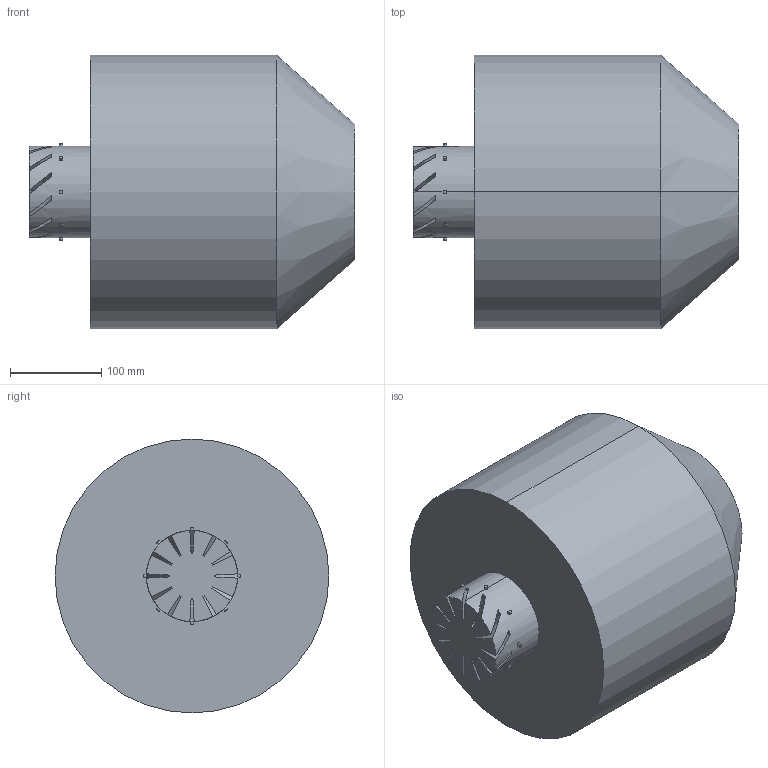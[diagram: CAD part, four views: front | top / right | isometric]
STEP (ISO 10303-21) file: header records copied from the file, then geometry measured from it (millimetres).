
FILE_DESCRIPTION (( 'STEP AP203' ), '1' );
FILE_NAME ('Bhavik _Updated_12.STEP', '2024-04-29T02:54:18', ( '' ), ( '' ), 'SwSTEP 2.0', 'SolidWorks 2020', '' );
FILE_SCHEMA (( 'CONFIG_CONTROL_DESIGN' ));
Length unit declared in the file: millimetre
Products named in the file (1): Bhavik _Updated_12
Bounding box: 356.98 x 300 x 300 mm (x, y, z)
Volume: 18448485.6 mm3; surface area: 399712.8 mm2
Topology: 9 solids, 9 shells, 89 faces, 208 edges, 138 vertices
Faces by surface type: bspline 36, plane 31, cylinder 20, cone 2
Entity records: 3131 total; most frequent: CARTESIAN_POINT 1160, ORIENTED_EDGE 416, DIRECTION 332, EDGE_CURVE 208, VERTEX_POINT 138, AXIS2_PLACEMENT_3D 118, VECTOR 96, LINE 96
